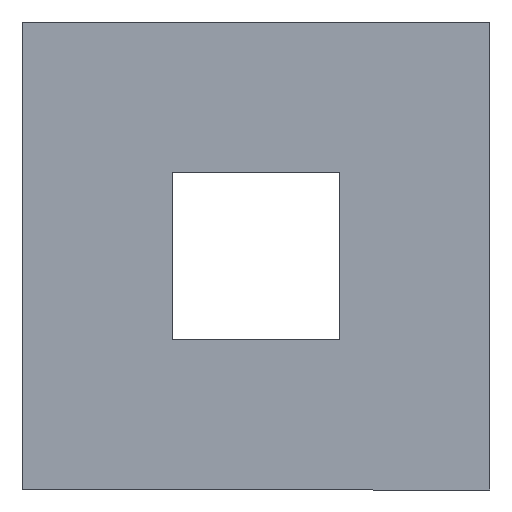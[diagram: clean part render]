
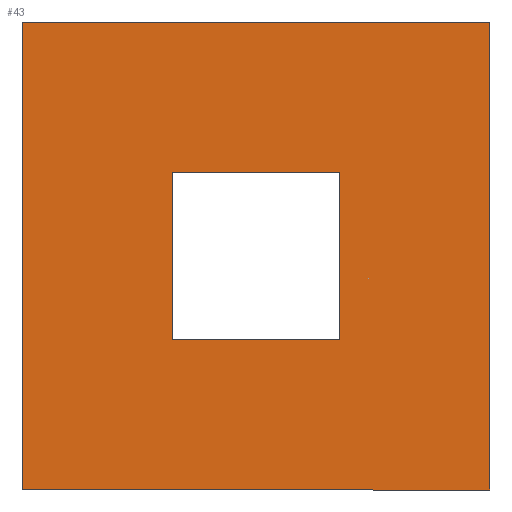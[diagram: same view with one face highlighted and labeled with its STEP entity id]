
A CAD part, front view. The second image highlights one B-rep face of the part: STEP entity #43.
In plain terms, the highlighted planar face has unit normal (0, -1, 0).
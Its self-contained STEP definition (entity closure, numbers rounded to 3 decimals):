
#5 = ORIENTED_EDGE ( 'NONE', *, *, #393, .F. ) ;
#6 = VERTEX_POINT ( 'NONE', #371 ) ;
#10 = DIRECTION ( 'NONE',  ( 0., 0., -1. ) ) ;
#11 = EDGE_LOOP ( 'NONE', ( #217, #342, #311, #163 ) ) ;
#15 = EDGE_CURVE ( 'NONE', #312, #103, #258, .T. ) ;
#18 = DIRECTION ( 'NONE',  ( 0., 0., 1. ) ) ;
#24 = VERTEX_POINT ( 'NONE', #129 ) ;
#30 = CARTESIAN_POINT ( 'NONE',  ( 2.5, 0.15, 16.5 ) ) ;
#42 = LINE ( 'NONE', #296, #222 ) ;
#43 = ADVANCED_FACE ( 'NONE', ( #381, #73 ), #391, .T. ) ;
#51 = VERTEX_POINT ( 'NONE', #148 ) ;
#52 = DIRECTION ( 'NONE',  ( -1., 0., 0. ) ) ;
#56 = EDGE_CURVE ( 'NONE', #212, #24, #452, .T. ) ;
#65 = EDGE_CURVE ( 'NONE', #51, #312, #42, .T. ) ;
#68 = VECTOR ( 'NONE', #448, 1000. ) ;
#73 = FACE_OUTER_BOUND ( 'NONE', #239, .T. ) ;
#94 = EDGE_CURVE ( 'NONE', #6, #212, #354, .T. ) ;
#103 = VERTEX_POINT ( 'NONE', #189 ) ;
#107 = DIRECTION ( 'NONE',  ( 1., 0., 0. ) ) ;
#110 = DIRECTION ( 'NONE',  ( 1., 0., 0. ) ) ;
#129 = CARTESIAN_POINT ( 'NONE',  ( 7., 0.15, 26. ) ) ;
#147 = CARTESIAN_POINT ( 'NONE',  ( -2.5, 0.15, 16.5 ) ) ;
#148 = CARTESIAN_POINT ( 'NONE',  ( -2.5, 0.15, 21.5 ) ) ;
#152 = LINE ( 'NONE', #147, #68 ) ;
#155 = ORIENTED_EDGE ( 'NONE', *, *, #56, .F. ) ;
#160 = CARTESIAN_POINT ( 'NONE',  ( -7., 0.15, 26. ) ) ;
#163 = ORIENTED_EDGE ( 'NONE', *, *, #65, .T. ) ;
#168 = ORIENTED_EDGE ( 'NONE', *, *, #429, .F. ) ;
#171 = DIRECTION ( 'NONE',  ( 0., 0., -1. ) ) ;
#176 = CARTESIAN_POINT ( 'NONE',  ( 0., 0.15, 0. ) ) ;
#183 = CARTESIAN_POINT ( 'NONE',  ( 7., 0.15, 12. ) ) ;
#185 = VECTOR ( 'NONE', #171, 1000. ) ;
#189 = CARTESIAN_POINT ( 'NONE',  ( 2.5, 0.15, 16.5 ) ) ;
#194 = CARTESIAN_POINT ( 'NONE',  ( -2.5, 0.15, 16.5 ) ) ;
#206 = DIRECTION ( 'NONE',  ( 0., -1., 0. ) ) ;
#212 = VERTEX_POINT ( 'NONE', #160 ) ;
#213 = VERTEX_POINT ( 'NONE', #194 ) ;
#217 = ORIENTED_EDGE ( 'NONE', *, *, #15, .T. ) ;
#221 = ORIENTED_EDGE ( 'NONE', *, *, #94, .F. ) ;
#222 = VECTOR ( 'NONE', #107, 1000. ) ;
#239 = EDGE_LOOP ( 'NONE', ( #168, #155, #221, #5 ) ) ;
#250 = CARTESIAN_POINT ( 'NONE',  ( 7., 0.15, 12. ) ) ;
#258 = LINE ( 'NONE', #30, #276 ) ;
#276 = VECTOR ( 'NONE', #10, 1000. ) ;
#290 = VERTEX_POINT ( 'NONE', #250 ) ;
#296 = CARTESIAN_POINT ( 'NONE',  ( 2.5, 0.15, 21.5 ) ) ;
#308 = LINE ( 'NONE', #430, #185 ) ;
#311 = ORIENTED_EDGE ( 'NONE', *, *, #456, .T. ) ;
#312 = VERTEX_POINT ( 'NONE', #431 ) ;
#326 = CARTESIAN_POINT ( 'NONE',  ( 7., 0.15, 26. ) ) ;
#336 = DIRECTION ( 'NONE',  ( 0., 0., -1. ) ) ;
#342 = ORIENTED_EDGE ( 'NONE', *, *, #377, .T. ) ;
#344 = CARTESIAN_POINT ( 'NONE',  ( -7., 0.15, 12. ) ) ;
#354 = LINE ( 'NONE', #344, #363 ) ;
#355 = CARTESIAN_POINT ( 'NONE',  ( 2.5, 0.15, 16.5 ) ) ;
#363 = VECTOR ( 'NONE', #18, 1000. ) ;
#365 = VECTOR ( 'NONE', #52, 1000. ) ;
#366 = DIRECTION ( 'NONE',  ( -1., 0., 0. ) ) ;
#371 = CARTESIAN_POINT ( 'NONE',  ( -7., 0.15, 12. ) ) ;
#377 = EDGE_CURVE ( 'NONE', #103, #213, #438, .T. ) ;
#381 = FACE_BOUND ( 'NONE', #11, .T. ) ;
#391 = PLANE ( 'NONE',  #436 ) ;
#393 = EDGE_CURVE ( 'NONE', #290, #6, #469, .T. ) ;
#420 = VECTOR ( 'NONE', #366, 1000. ) ;
#428 = VECTOR ( 'NONE', #110, 1000. ) ;
#429 = EDGE_CURVE ( 'NONE', #24, #290, #308, .T. ) ;
#430 = CARTESIAN_POINT ( 'NONE',  ( 7., 0.15, 12. ) ) ;
#431 = CARTESIAN_POINT ( 'NONE',  ( 2.5, 0.15, 21.5 ) ) ;
#436 = AXIS2_PLACEMENT_3D ( 'NONE', #176, #206, #336 ) ;
#438 = LINE ( 'NONE', #355, #365 ) ;
#448 = DIRECTION ( 'NONE',  ( 0., 0., 1. ) ) ;
#452 = LINE ( 'NONE', #326, #428 ) ;
#456 = EDGE_CURVE ( 'NONE', #213, #51, #152, .T. ) ;
#469 = LINE ( 'NONE', #183, #420 ) ;
